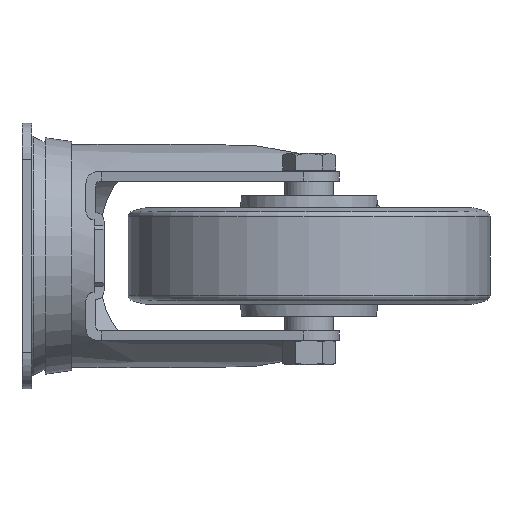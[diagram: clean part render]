
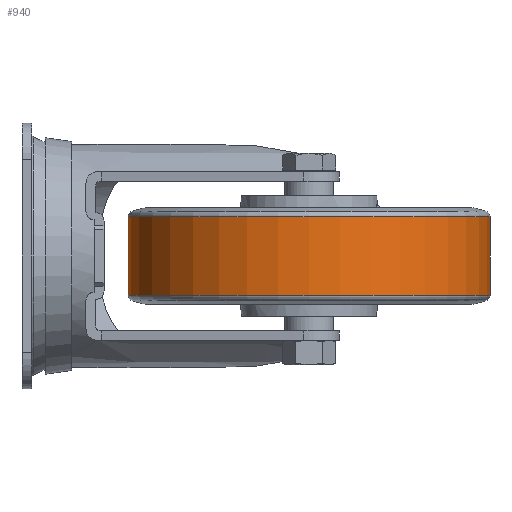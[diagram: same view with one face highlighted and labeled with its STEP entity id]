
A CAD part, left-side view. The second image highlights one B-rep face of the part: STEP entity #940.
In plain terms, the highlighted cylindrical face has radius 75 mm (diameter 150 mm), a full revolution.
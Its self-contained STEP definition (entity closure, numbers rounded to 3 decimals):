
#940 = ADVANCED_FACE( '', ( #1930, #1931 ), #1932, .T. );
#1930 = FACE_OUTER_BOUND( '', #3045, .T. );
#1931 = FACE_OUTER_BOUND( '', #3046, .T. );
#1932 = CYLINDRICAL_SURFACE( '', #3047, 75. );
#3045 = EDGE_LOOP( '', ( #5231 ) );
#3046 = EDGE_LOOP( '', ( #5232 ) );
#3047 = AXIS2_PLACEMENT_3D( '', #5233, #5234, #5235 );
#5231 = ORIENTED_EDGE( '', *, *, #6235, .T. );
#5232 = ORIENTED_EDGE( '', *, *, #6750, .F. );
#5233 = CARTESIAN_POINT( '', ( 45., 0., 0. ) );
#5234 = DIRECTION( '', ( -1., 0., 0. ) );
#5235 = DIRECTION( '', ( 0., 0., -1. ) );
#6235 = EDGE_CURVE( '', #7464, #7464, #7465, .T. );
#6750 = EDGE_CURVE( '', #8186, #8186, #8187, .T. );
#7464 = VERTEX_POINT( '', #9352 );
#7465 = CIRCLE( '', #9353, 75. );
#8186 = VERTEX_POINT( '', #10980 );
#8187 = CIRCLE( '', #10981, 75. );
#9352 = CARTESIAN_POINT( '', ( 8.794, 0., -75. ) );
#9353 = AXIS2_PLACEMENT_3D( '', #11604, #11605, #11606 );
#10980 = CARTESIAN_POINT( '', ( 41.206, 0., -75. ) );
#10981 = AXIS2_PLACEMENT_3D( '', #12073, #12074, #12075 );
#11604 = CARTESIAN_POINT( '', ( 8.794, 0., 0. ) );
#11605 = DIRECTION( '', ( 1., 0., 0. ) );
#11606 = DIRECTION( '', ( 0., 0., -1. ) );
#12073 = CARTESIAN_POINT( '', ( 41.206, 0., 0. ) );
#12074 = DIRECTION( '', ( 1., 0., 0. ) );
#12075 = DIRECTION( '', ( 0., 0., -1. ) );
